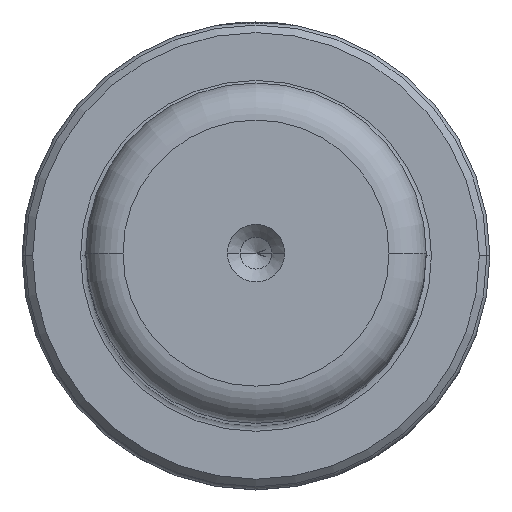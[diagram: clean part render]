
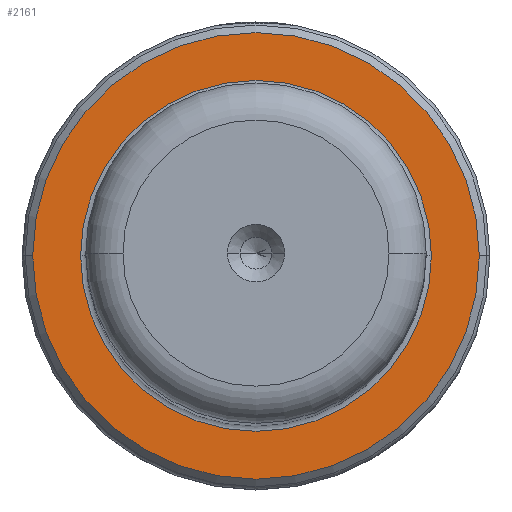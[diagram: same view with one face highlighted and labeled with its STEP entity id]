
A CAD part, top view. The second image highlights one B-rep face of the part: STEP entity #2161.
In plain terms, the highlighted planar face has unit normal (0, 0, 1).
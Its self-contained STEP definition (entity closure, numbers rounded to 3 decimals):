
#8 = AXIS2_PLACEMENT_3D ( 'NONE', #3119, #1778, #501 ) ;
#9 = PLANE ( 'NONE',  #810 ) ;
#45 = FACE_BOUND ( 'NONE', #555, .T. ) ;
#145 = VERTEX_POINT ( 'NONE', #1158 ) ;
#279 = CARTESIAN_POINT ( 'NONE',  ( 0., 0., 33. ) ) ;
#302 = CARTESIAN_POINT ( 'NONE',  ( 0., 0., 33. ) ) ;
#337 = DIRECTION ( 'NONE',  ( 1., 0., 0. ) ) ;
#361 = VERTEX_POINT ( 'NONE', #2516 ) ;
#501 = DIRECTION ( 'NONE',  ( 1., 0., 0. ) ) ;
#555 = EDGE_LOOP ( 'NONE', ( #1248, #2808 ) ) ;
#583 = DIRECTION ( 'NONE',  ( 0., 0., 1. ) ) ;
#685 = ORIENTED_EDGE ( 'NONE', *, *, #2642, .T. ) ;
#744 = DIRECTION ( 'NONE',  ( 0., 0., -1. ) ) ;
#810 = AXIS2_PLACEMENT_3D ( 'NONE', #279, #583, #2660 ) ;
#852 = EDGE_LOOP ( 'NONE', ( #685, #2849 ) ) ;
#1001 = VERTEX_POINT ( 'NONE', #1933 ) ;
#1036 = FACE_OUTER_BOUND ( 'NONE', #852, .T. ) ;
#1158 = CARTESIAN_POINT ( 'NONE',  ( -21., 0., 33. ) ) ;
#1248 = ORIENTED_EDGE ( 'NONE', *, *, #2523, .T. ) ;
#1289 = CARTESIAN_POINT ( 'NONE',  ( 0., 0., 33. ) ) ;
#1308 = VERTEX_POINT ( 'NONE', #3396 ) ;
#1326 = DIRECTION ( 'NONE',  ( -1., 0., 0. ) ) ;
#1333 = DIRECTION ( 'NONE',  ( 0., 0., 1. ) ) ;
#1521 = EDGE_CURVE ( 'NONE', #361, #145, #3146, .T. ) ;
#1553 = EDGE_CURVE ( 'NONE', #1308, #1001, #3045, .T. ) ;
#1635 = AXIS2_PLACEMENT_3D ( 'NONE', #2396, #744, #2122 ) ;
#1747 = CIRCLE ( 'NONE', #2648, 21. ) ;
#1778 = DIRECTION ( 'NONE',  ( 0., 0., 1. ) ) ;
#1858 = AXIS2_PLACEMENT_3D ( 'NONE', #1289, #2717, #1326 ) ;
#1933 = CARTESIAN_POINT ( 'NONE',  ( -16.5, 0., 33. ) ) ;
#2122 = DIRECTION ( 'NONE',  ( -1., 0., 0. ) ) ;
#2161 = ADVANCED_FACE ( 'NONE', ( #45, #1036 ), #9, .T. ) ;
#2396 = CARTESIAN_POINT ( 'NONE',  ( 0., 0., 33. ) ) ;
#2516 = CARTESIAN_POINT ( 'NONE',  ( 21., 0., 33. ) ) ;
#2523 = EDGE_CURVE ( 'NONE', #1001, #1308, #2768, .T. ) ;
#2642 = EDGE_CURVE ( 'NONE', #145, #361, #1747, .T. ) ;
#2648 = AXIS2_PLACEMENT_3D ( 'NONE', #302, #1333, #337 ) ;
#2660 = DIRECTION ( 'NONE',  ( 1., 0., 0. ) ) ;
#2717 = DIRECTION ( 'NONE',  ( 0., 0., -1. ) ) ;
#2768 = CIRCLE ( 'NONE', #1635, 16.5 ) ;
#2808 = ORIENTED_EDGE ( 'NONE', *, *, #1553, .T. ) ;
#2849 = ORIENTED_EDGE ( 'NONE', *, *, #1521, .T. ) ;
#3045 = CIRCLE ( 'NONE', #1858, 16.5 ) ;
#3119 = CARTESIAN_POINT ( 'NONE',  ( 0., 0., 33. ) ) ;
#3146 = CIRCLE ( 'NONE', #8, 21. ) ;
#3396 = CARTESIAN_POINT ( 'NONE',  ( 16.5, 0., 33. ) ) ;
